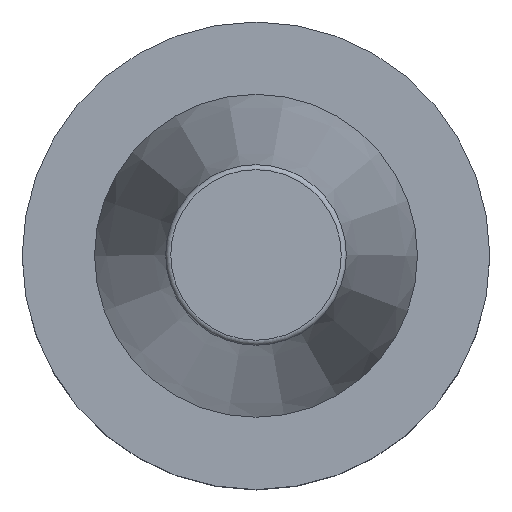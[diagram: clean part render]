
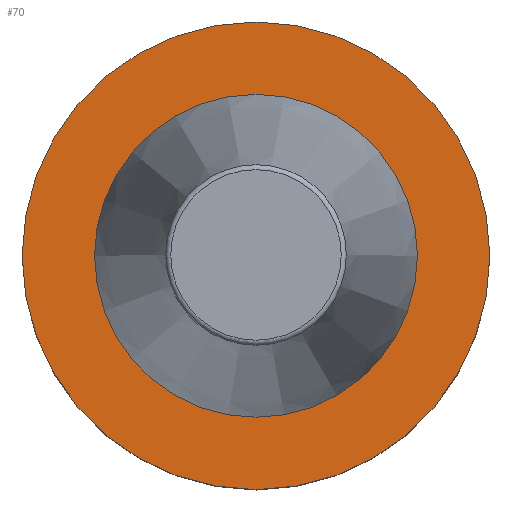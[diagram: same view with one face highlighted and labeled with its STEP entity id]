
A CAD part, top view. The second image highlights one B-rep face of the part: STEP entity #70.
In plain terms, the highlighted planar face has unit normal (0, 0, 1).
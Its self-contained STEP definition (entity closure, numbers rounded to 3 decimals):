
#49=PLANE('',#388);
#70=ADVANCED_FACE('',(#126,#127),#49,.T.);
#126=FACE_BOUND('',#182,.T.);
#127=FACE_BOUND('',#183,.T.);
#182=EDGE_LOOP('',(#240));
#183=EDGE_LOOP('',(#241));
#240=ORIENTED_EDGE('',*,*,#313,.T.);
#241=ORIENTED_EDGE('',*,*,#312,.F.);
#283=VERTEX_POINT('',#581);
#284=VERTEX_POINT('',#584);
#312=EDGE_CURVE('',#283,#283,#341,.T.);
#313=EDGE_CURVE('',#284,#284,#342,.T.);
#341=CIRCLE('',#385,22.99);
#342=CIRCLE('',#387,15.575);
#385=AXIS2_PLACEMENT_3D('',#580,#475,#476);
#387=AXIS2_PLACEMENT_3D('',#583,#479,#480);
#388=AXIS2_PLACEMENT_3D('',#585,#481,#482);
#475=DIRECTION('',(0.,0.0,-1.0));
#476=DIRECTION('',(-1.0,0.0,0.));
#479=DIRECTION('',(0.,0.0,-1.0));
#480=DIRECTION('',(-1.0,0.0,0.0));
#481=DIRECTION('',(0.,0.0,1.0));
#482=DIRECTION('',(1.0,0.0,0.));
#580=CARTESIAN_POINT('',(0.,0.0,-1.0));
#581=CARTESIAN_POINT('',(-22.99,0.0,-1.0));
#583=CARTESIAN_POINT('',(0.,0.0,-1.0));
#584=CARTESIAN_POINT('',(-15.575,0.0,-1.0));
#585=CARTESIAN_POINT('',(-7.863,21.604,-1.0));
